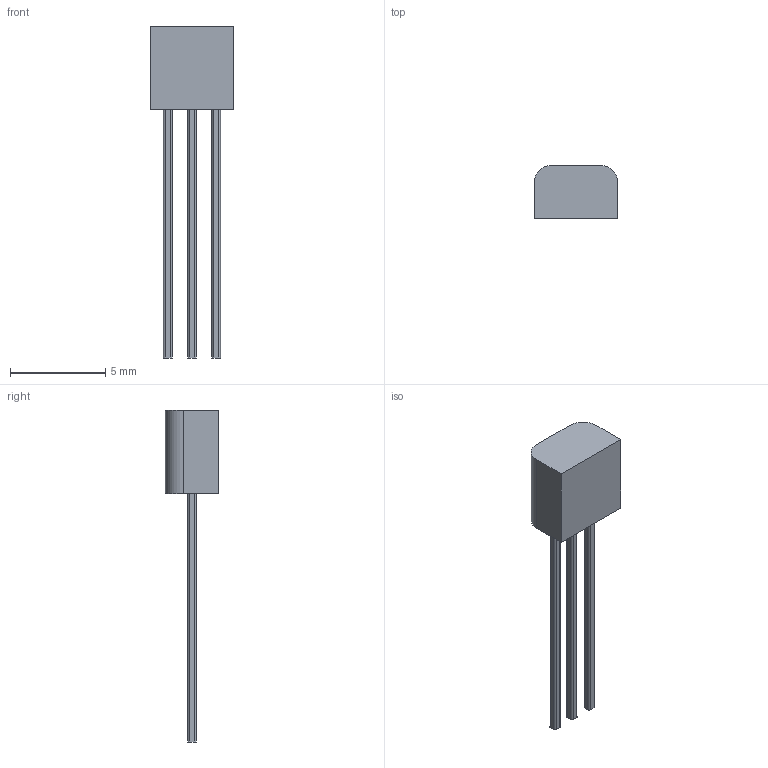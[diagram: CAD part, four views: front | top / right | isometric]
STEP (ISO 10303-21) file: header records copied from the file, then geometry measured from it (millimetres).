
FILE_DESCRIPTION(('FreeCAD Model'),'2;1');
FILE_NAME('Open CASCADE Shape Model','2023-03-26T08:53:45',(''),(''), 'Open CASCADE STEP processor 7.6','FreeCAD','Unknown');
FILE_SCHEMA(('AUTOMOTIVE_DESIGN { 1 0 10303 214 1 1 1 1 }'));
Length unit declared in the file: millimetre
Products named in the file (4): TO_92_eline; Component; Leg1; Leg2
Assembly tree (4 placements, depth 2):
  TO_92_eline
    Component
    Leg1
    Leg2  x2
Bounding box: 4.4 x 2.8 x 17.4 mm (x, y, z)
Volume: 60.1 mm3; surface area: 148.3 mm2
Topology: 4 solids, 4 shells, 38 faces, 90 edges, 60 vertices
Faces by surface type: plane 24, cylinder 14
Entity records: 1783 total; most frequent: DIRECTION 284, CARTESIAN_POINT 275, LINE 158, VECTOR 158, ORIENTED_EDGE 132, PCURVE 132, DEFINITIONAL_REPRESENTATION 132, EDGE_CURVE 66
